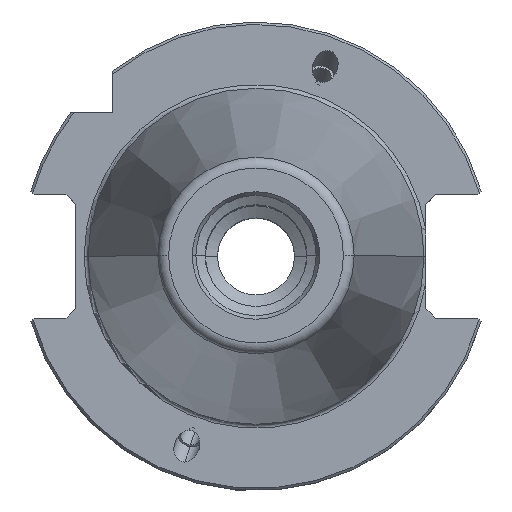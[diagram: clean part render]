
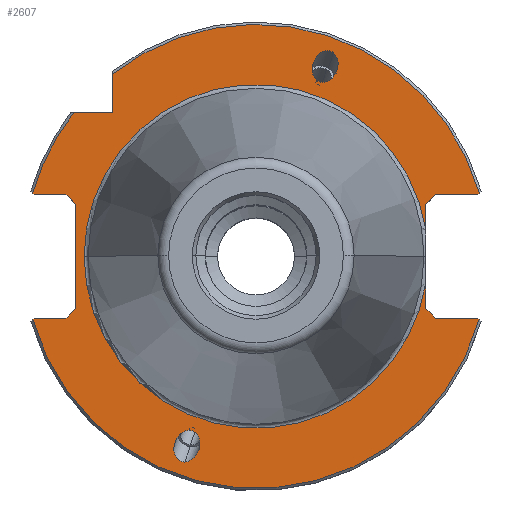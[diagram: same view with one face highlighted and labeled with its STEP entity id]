
A CAD part, top view. The second image highlights one B-rep face of the part: STEP entity #2607.
In plain terms, the highlighted planar face has unit normal (0, 0, 1).
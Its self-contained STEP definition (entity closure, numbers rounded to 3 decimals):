
#1133=VERTEX_POINT('NONE',#3181);
#1299=EDGE_CURVE('NONE',#2417,#2839,#3362,.T.);
#1303=EDGE_CURVE('NONE',#2839,#2417,#3366,.F.);
#1323=VERTEX_POINT('NONE',#3390);
#1439=VERTEX_POINT('NONE',#3512);
#1441=EDGE_CURVE('NONE',#2955,#2743,#3514,.F.);
#1445=EDGE_CURVE('NONE',#2707,#2769,#3518,.T.);
#1579=VERTEX_POINT('NONE',#3668);
#1593=VERTEX_POINT('NONE',#3682);
#1673=VERTEX_POINT('NONE',#3768);
#1695=EDGE_CURVE('NONE',#2255,#2037,#3795,.T.);
#1697=EDGE_CURVE('NONE',#1815,#2539,#3797,.F.);
#1709=EDGE_CURVE('NONE',#1815,#1593,#3810,.T.);
#1735=EDGE_CURVE('NONE',#1995,#1133,#3839,.T.);
#1783=EDGE_CURVE('NONE',#2443,#2407,#3895,.T.);
#1801=EDGE_CURVE('NONE',#1133,#2247,#3915,.F.);
#1815=VERTEX_POINT('NONE',#3930);
#1843=EDGE_CURVE('NONE',#2121,#1439,#3965,.T.);
#1851=EDGE_CURVE('NONE',#2707,#2223,#3973,.F.);
#1855=EDGE_CURVE('NONE',#2217,#2255,#3977,.T.);
#1883=EDGE_CURVE('NONE',#2037,#1323,#4009,.F.);
#1979=EDGE_CURVE('NONE',#2223,#2539,#4118,.T.);
#1995=VERTEX_POINT('NONE',#4136);
#2037=VERTEX_POINT('NONE',#4182);
#2065=EDGE_CURVE('NONE',#1439,#1673,#4215,.T.);
#2117=EDGE_CURVE('NONE',#1995,#1673,#4274,.F.);
#2121=VERTEX_POINT('NONE',#4279);
#2217=VERTEX_POINT('NONE',#4381);
#2223=VERTEX_POINT('NONE',#4389);
#2235=EDGE_CURVE('NONE',#2769,#2247,#4401,.T.);
#2247=VERTEX_POINT('NONE',#4413);
#2255=VERTEX_POINT('NONE',#4422);
#2271=EDGE_CURVE('NONE',#2341,#2395,#4439,.F.);
#2323=EDGE_CURVE('NONE',#1579,#2217,#4495,.T.);
#2341=VERTEX_POINT('NONE',#4513);
#2351=EDGE_CURVE('NONE',#2395,#2341,#4523,.T.);
#2395=VERTEX_POINT('NONE',#4572);
#2407=VERTEX_POINT('NONE',#4585);
#2417=VERTEX_POINT('NONE',#4595);
#2443=VERTEX_POINT('NONE',#4622);
#2539=VERTEX_POINT('NONE',#4730);
#2607=ADVANCED_FACE('NONE',(#4807,#4808,#4809),#4810,.T.);
#2673=EDGE_CURVE('NONE',#2727,#2121,#4888,.T.);
#2675=EDGE_CURVE('NONE',#2743,#2727,#4890,.T.);
#2707=VERTEX_POINT('NONE',#4926);
#2727=VERTEX_POINT('NONE',#4949);
#2743=VERTEX_POINT('NONE',#4968);
#2767=EDGE_CURVE('NONE',#1323,#2955,#4994,.F.);
#2769=VERTEX_POINT('NONE',#4996);
#2839=VERTEX_POINT('NONE',#5074);
#2851=EDGE_CURVE('NONE',#2407,#1579,#5086,.T.);
#2955=VERTEX_POINT('NONE',#5207);
#3057=EDGE_CURVE('NONE',#1593,#2443,#5320,.T.);
#3181=CARTESIAN_POINT('',(35.3,-10.85,-3.2));
#3362=ELLIPSE('',#5851,3.394,2.6);
#3366=ELLIPSE('',#5856,3.394,2.6);
#3390=CARTESIAN_POINT('',(-37.5,10.85,-3.2));
#3512=CARTESIAN_POINT('',(46.39,-13.175,-3.2));
#3514=LINE('',#6147,#6148);
#3518=CIRCLE('',#6155,35.725);
#3668=CARTESIAN_POINT('',(-37.876,29.85,-3.2));
#3682=CARTESIAN_POINT('',(46.39,13.175,-3.2));
#3768=CARTESIAN_POINT('',(46.066,-12.85,-3.2));
#3795=LINE('',#6730,#6731);
#3797=LINE('',#6734,#6735);
#3810=LINE('',#6755,#6756);
#3839=LINE('',#6822,#6823);
#3895=LINE('',#6942,#6943);
#3915=LINE('',#6967,#6968);
#3930=CARTESIAN_POINT('',(46.066,12.85,-3.2));
#3965=CIRCLE('',#7044,48.225);
#3973=LINE('',#7056,#7057);
#3977=LINE('',#7063,#7064);
#4009=LINE('',#7151,#7152);
#4118=LINE('',#7316,#7317);
#4136=CARTESIAN_POINT('',(37.3,-12.85,-3.2));
#4182=CARTESIAN_POINT('',(-39.5,12.85,-3.2));
#4215=LINE('',#7451,#7452);
#4274=LINE('',#7567,#7568);
#4279=CARTESIAN_POINT('',(-46.39,-13.175,-3.2));
#4381=CARTESIAN_POINT('',(-46.39,13.175,-3.2));
#4389=CARTESIAN_POINT('',(35.3,10.85,-3.2));
#4401=CIRCLE('',#7770,35.725);
#4413=CARTESIAN_POINT('',(35.3,-5.494,-3.2));
#4422=CARTESIAN_POINT('',(-46.066,12.85,-3.2));
#4439=ELLIPSE('',#7820,3.394,2.6);
#4495=CIRCLE('',#8000,48.225);
#4513=CARTESIAN_POINT('',(-14.827,-42.778,-3.2));
#4523=ELLIPSE('',#8054,3.394,2.6);
#4572=CARTESIAN_POINT('',(-13.903,-36.156,-3.2));
#4585=CARTESIAN_POINT('',(-29.85,29.85,-3.2));
#4595=CARTESIAN_POINT('',(12.59,36.634,-3.2));
#4622=CARTESIAN_POINT('',(-29.85,37.876,-3.2));
#4730=CARTESIAN_POINT('',(37.3,12.85,-3.2));
#4807=FACE_OUTER_BOUND('',#8634,.T.);
#4808=FACE_BOUND('',#8635,.T.);
#4809=FACE_BOUND('',#8636,.T.);
#4810=PLANE('',#8637);
#4888=LINE('',#8761,#8762);
#4890=LINE('',#8765,#8766);
#4926=CARTESIAN_POINT('',(35.3,5.494,-3.2));
#4949=CARTESIAN_POINT('',(-46.066,-12.85,-3.2));
#4968=CARTESIAN_POINT('',(-39.5,-12.85,-3.2));
#4994=LINE('',#8951,#8952);
#4996=CARTESIAN_POINT('',(-35.725,0.,-3.2));
#5074=CARTESIAN_POINT('',(16.139,42.3,-3.2));
#5086=LINE('',#9149,#9150);
#5207=CARTESIAN_POINT('',(-37.5,-10.85,-3.2));
#5320=CIRCLE('',#9644,48.225);
#5851=AXIS2_PLACEMENT_3D('',#9924,#9925,#9926);
#5856=AXIS2_PLACEMENT_3D('',#9927,#9928,#9929);
#6147=CARTESIAN_POINT('',(-34.344,-7.694,-3.2));
#6148=VECTOR('',#10072,1.0);
#6155=AXIS2_PLACEMENT_3D('',#10074,#10075,#10076);
#6730=CARTESIAN_POINT('',(-24.363,12.85,-3.2));
#6731=VECTOR('',#10407,1.0);
#6734=CARTESIAN_POINT('',(24.363,12.85,-3.2));
#6735=VECTOR('',#10408,1.0);
#6755=CARTESIAN_POINT('',(22.83,-10.385,-3.2));
#6756=VECTOR('',#10420,1.0);
#6822=CARTESIAN_POINT('',(33.694,-9.244,-3.2));
#6823=VECTOR('',#10464,1.0);
#6942=CARTESIAN_POINT('',(-29.85,4.563,-3.2));
#6943=VECTOR('',#10528,1.0);
#6967=CARTESIAN_POINT('',(35.3,-17.863,-3.2));
#6968=VECTOR('',#10549,1.0);
#7044=AXIS2_PLACEMENT_3D('',#10632,#10633,#10634);
#7056=CARTESIAN_POINT('',(35.3,-17.863,-3.2));
#7057=VECTOR('',#10644,1.0);
#7063=CARTESIAN_POINT('',(-22.83,-10.385,-3.2));
#7064=VECTOR('',#10648,1.0);
#7151=CARTESIAN_POINT('',(-16.481,-10.169,-3.2));
#7152=VECTOR('',#10696,1.0);
#7316=CARTESIAN_POINT('',(15.831,-8.619,-3.2));
#7317=VECTOR('',#10842,1.0);
#7451=CARTESIAN_POINT('',(40.193,-6.977,-3.2));
#7452=VECTOR('',#10963,1.0);
#7567=CARTESIAN_POINT('',(24.363,-12.85,-3.2));
#7568=VECTOR('',#11039,1.0);
#7770=AXIS2_PLACEMENT_3D('',#11189,#11190,#11191);
#7820=AXIS2_PLACEMENT_3D('',#11220,#11221,#11222);
#8000=AXIS2_PLACEMENT_3D('',#11278,#11279,#11280);
#8054=AXIS2_PLACEMENT_3D('',#11296,#11297,#11298);
#8634=EDGE_LOOP('',(#11593,#11594,#11595,#11596,#11597,#11598,#11599,#11600,#11601,#11602,#11603,#11604,#11605,#11606,#11607,#11608,#11609,#11610,#11611,#11612,#11613,#11614));
#8635=EDGE_LOOP('',(#11615,#11616));
#8636=EDGE_LOOP('',(#11617,#11618));
#8637=AXIS2_PLACEMENT_3D('',#11619,#11620,#11621);
#8761=CARTESIAN_POINT('',(-40.693,-7.477,-3.2));
#8762=VECTOR('',#11725,1.0);
#8765=CARTESIAN_POINT('',(-24.363,-12.85,-3.2));
#8766=VECTOR('',#11726,1.0);
#8951=CARTESIAN_POINT('',(-37.5,-17.863,-3.2));
#8952=VECTOR('',#11843,1.0);
#9149=CARTESIAN_POINT('',(-23.5,29.85,-3.2));
#9150=VECTOR('',#11942,1.0);
#9644=AXIS2_PLACEMENT_3D('',#12254,#12255,#12256);
#9924=CARTESIAN_POINT('',(14.365,39.467,-3.2));
#9925=DIRECTION('',(0.0,0.0,1.0));
#9926=DIRECTION('',(-0.342,-0.94,0.0));
#9927=CARTESIAN_POINT('',(14.365,39.467,-3.2));
#9928=DIRECTION('',(-0.0,0.0,-1.0));
#9929=DIRECTION('',(-0.342,-0.94,0.0));
#10072=DIRECTION('',(0.707,0.707,0.0));
#10074=CARTESIAN_POINT('',(0.0,0.0,-3.2));
#10075=DIRECTION('',(-0.0,0.0,1.0));
#10076=DIRECTION('',(0.0,1.0,0.0));
#10407=DIRECTION('',(1.0,0.,-0.0));
#10408=DIRECTION('',(1.0,0.,-0.0));
#10420=DIRECTION('',(0.707,0.707,0.0));
#10464=DIRECTION('',(-0.707,0.707,0.0));
#10528=DIRECTION('',(0.,-1.0,0.0));
#10549=DIRECTION('',(0.,-1.0,0.0));
#10632=CARTESIAN_POINT('',(0.0,0.0,-3.2));
#10633=DIRECTION('',(-0.0,0.0,1.0));
#10634=DIRECTION('',(1.0,0.,0.0));
#10644=DIRECTION('',(0.,-1.0,0.0));
#10648=DIRECTION('',(0.707,-0.707,-0.0));
#10696=DIRECTION('',(-0.707,0.707,0.0));
#10842=DIRECTION('',(0.707,0.707,0.0));
#10963=DIRECTION('',(-0.707,0.707,0.0));
#11039=DIRECTION('',(-1.0,0.,0.0));
#11189=CARTESIAN_POINT('',(0.0,0.0,-3.2));
#11190=DIRECTION('',(-0.0,0.0,1.0));
#11191=DIRECTION('',(0.0,1.0,0.0));
#11220=CARTESIAN_POINT('',(-14.365,-39.467,-3.2));
#11221=DIRECTION('',(0.0,0.0,-1.0));
#11222=DIRECTION('',(0.342,0.94,0.0));
#11278=CARTESIAN_POINT('',(0.0,0.0,-3.2));
#11279=DIRECTION('',(-0.0,0.0,1.0));
#11280=DIRECTION('',(1.0,0.,0.0));
#11296=CARTESIAN_POINT('',(-14.365,-39.467,-3.2));
#11297=DIRECTION('',(-0.0,0.0,1.0));
#11298=DIRECTION('',(0.342,0.94,0.0));
#11593=ORIENTED_EDGE('',*,*,#1709,.T.);
#11594=ORIENTED_EDGE('',*,*,#3057,.T.);
#11595=ORIENTED_EDGE('',*,*,#1783,.T.);
#11596=ORIENTED_EDGE('',*,*,#2851,.T.);
#11597=ORIENTED_EDGE('',*,*,#2323,.T.);
#11598=ORIENTED_EDGE('',*,*,#1855,.T.);
#11599=ORIENTED_EDGE('',*,*,#1695,.T.);
#11600=ORIENTED_EDGE('',*,*,#1883,.T.);
#11601=ORIENTED_EDGE('',*,*,#2767,.T.);
#11602=ORIENTED_EDGE('',*,*,#1441,.T.);
#11603=ORIENTED_EDGE('',*,*,#2675,.T.);
#11604=ORIENTED_EDGE('',*,*,#2673,.T.);
#11605=ORIENTED_EDGE('',*,*,#1843,.T.);
#11606=ORIENTED_EDGE('',*,*,#2065,.T.);
#11607=ORIENTED_EDGE('',*,*,#2117,.F.);
#11608=ORIENTED_EDGE('',*,*,#1735,.T.);
#11609=ORIENTED_EDGE('',*,*,#1801,.T.);
#11610=ORIENTED_EDGE('',*,*,#2235,.F.);
#11611=ORIENTED_EDGE('',*,*,#1445,.F.);
#11612=ORIENTED_EDGE('',*,*,#1851,.T.);
#11613=ORIENTED_EDGE('',*,*,#1979,.T.);
#11614=ORIENTED_EDGE('',*,*,#1697,.F.);
#11615=ORIENTED_EDGE('',*,*,#1299,.F.);
#11616=ORIENTED_EDGE('',*,*,#1303,.F.);
#11617=ORIENTED_EDGE('',*,*,#2351,.F.);
#11618=ORIENTED_EDGE('',*,*,#2271,.F.);
#11619=CARTESIAN_POINT('',(0.,-35.725,-3.2));
#11620=DIRECTION('',(0.0,0.0,1.0));
#11621=DIRECTION('',(-1.0,0.,0.0));
#11725=DIRECTION('',(-0.707,-0.707,0.0));
#11726=DIRECTION('',(-1.0,0.,0.0));
#11843=DIRECTION('',(0.,1.0,0.0));
#11942=DIRECTION('',(-1.0,0.,0.0));
#12254=CARTESIAN_POINT('',(0.0,0.0,-3.2));
#12255=DIRECTION('',(-0.0,0.0,1.0));
#12256=DIRECTION('',(1.0,0.,0.0));
